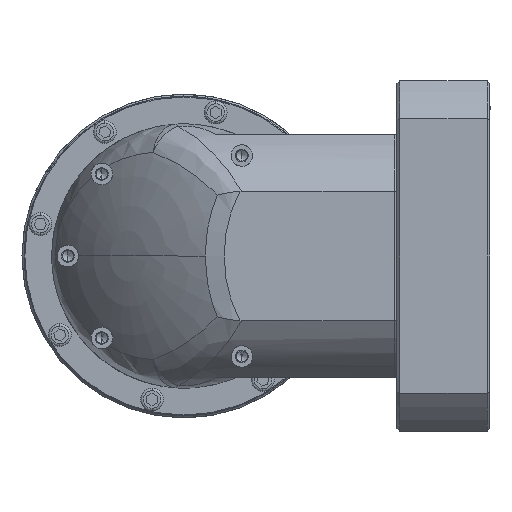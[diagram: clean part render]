
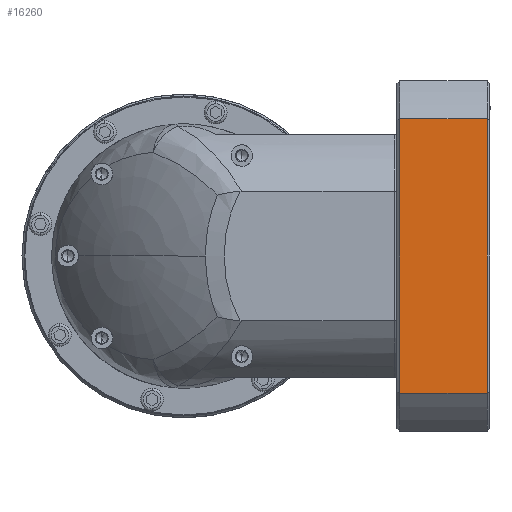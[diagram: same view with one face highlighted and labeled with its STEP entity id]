
A CAD part, left-side view. The second image highlights one B-rep face of the part: STEP entity #16260.
In plain terms, the highlighted face is planar.
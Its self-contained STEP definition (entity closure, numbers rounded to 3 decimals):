
#28 = EDGE_LOOP ( 'NONE', ( #25220, #21293, #24651, #23563 ) ) ;
#381 = CARTESIAN_POINT ( 'NONE',  ( -32.5, -65., 4.5 ) ) ;
#2340 = CARTESIAN_POINT ( 'NONE',  ( 50.806, -65., 37. ) ) ;
#2754 = CARTESIAN_POINT ( 'NONE',  ( -65., -65., 0. ) ) ;
#3549 = LINE ( 'NONE', #14526, #26636 ) ;
#3912 = FACE_OUTER_BOUND ( 'NONE', #28, .T. ) ;
#4969 = DIRECTION ( 'NONE',  ( 1., 0., 0. ) ) ;
#6251 = CARTESIAN_POINT ( 'NONE',  ( 50.806, -65., 4.5 ) ) ;
#7453 = LINE ( 'NONE', #28246, #16204 ) ;
#7820 = DIRECTION ( 'NONE',  ( 0., 0., -1. ) ) ;
#11609 = DIRECTION ( 'NONE',  ( -1., 0., 0. ) ) ;
#12203 = VECTOR ( 'NONE', #11609, 1000. ) ;
#12919 = LINE ( 'NONE', #381, #12203 ) ;
#14526 = CARTESIAN_POINT ( 'NONE',  ( -50.806, -65., 0. ) ) ;
#14861 = DIRECTION ( 'NONE',  ( -1., 0., 0. ) ) ;
#15536 = VECTOR ( 'NONE', #19794, 1000. ) ;
#15648 = EDGE_CURVE ( 'NONE', #15825, #17625, #7453, .T. ) ;
#15825 = VERTEX_POINT ( 'NONE', #2340 ) ;
#16204 = VECTOR ( 'NONE', #14861, 1000. ) ;
#16260 = ADVANCED_FACE ( 'NONE', ( #3912 ), #20004, .T. ) ;
#17262 = AXIS2_PLACEMENT_3D ( 'NONE', #2754, #18326, #4969 ) ;
#17625 = VERTEX_POINT ( 'NONE', #21990 ) ;
#18326 = DIRECTION ( 'NONE',  ( 0., -1., 0. ) ) ;
#18568 = VERTEX_POINT ( 'NONE', #28046 ) ;
#19794 = DIRECTION ( 'NONE',  ( 0., 0., -1. ) ) ;
#20004 = PLANE ( 'NONE',  #17262 ) ;
#21293 = ORIENTED_EDGE ( 'NONE', *, *, #27145, .F. ) ;
#21990 = CARTESIAN_POINT ( 'NONE',  ( -50.806, -65., 37. ) ) ;
#22024 = VERTEX_POINT ( 'NONE', #6251 ) ;
#22243 = LINE ( 'NONE', #26517, #15536 ) ;
#23563 = ORIENTED_EDGE ( 'NONE', *, *, #26172, .T. ) ;
#24651 = ORIENTED_EDGE ( 'NONE', *, *, #15648, .T. ) ;
#25220 = ORIENTED_EDGE ( 'NONE', *, *, #26386, .F. ) ;
#26172 = EDGE_CURVE ( 'NONE', #17625, #18568, #3549, .T. ) ;
#26386 = EDGE_CURVE ( 'NONE', #22024, #18568, #12919, .T. ) ;
#26517 = CARTESIAN_POINT ( 'NONE',  ( 50.806, -65., 3.5 ) ) ;
#26636 = VECTOR ( 'NONE', #7820, 1000. ) ;
#27145 = EDGE_CURVE ( 'NONE', #15825, #22024, #22243, .T. ) ;
#28046 = CARTESIAN_POINT ( 'NONE',  ( -50.806, -65., 4.5 ) ) ;
#28246 = CARTESIAN_POINT ( 'NONE',  ( -65., -65., 37. ) ) ;
